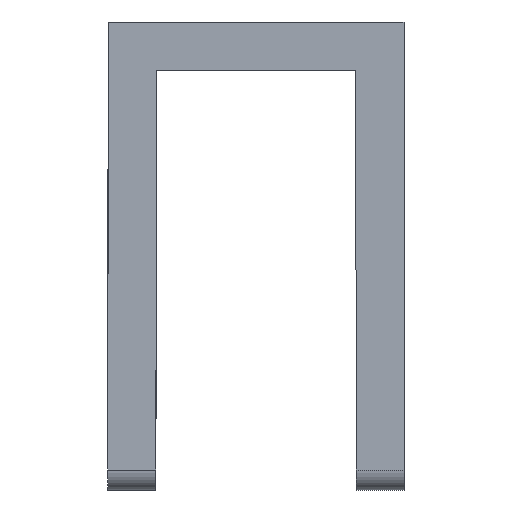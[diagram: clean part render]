
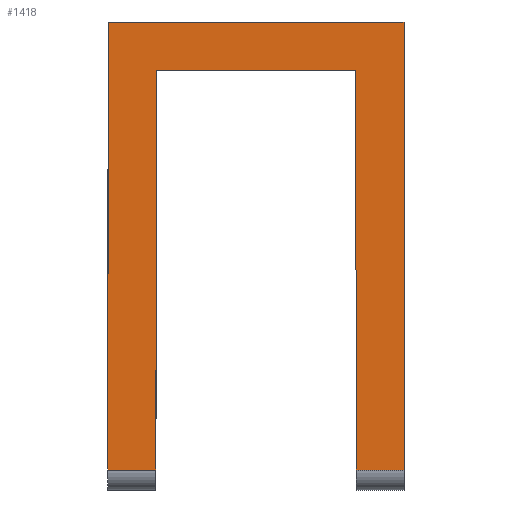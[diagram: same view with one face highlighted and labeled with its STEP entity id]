
A CAD part, front view. The second image highlights one B-rep face of the part: STEP entity #1418.
In plain terms, the highlighted planar face has unit normal (0, -1, 0).
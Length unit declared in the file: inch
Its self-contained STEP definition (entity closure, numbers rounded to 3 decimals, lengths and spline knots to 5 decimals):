
#30 = FACE_OUTER_BOUND ( 'NONE', #1746, .T. ) ;
#47 = ORIENTED_EDGE ( 'NONE', *, *, #2857, .T. ) ;
#63 = CARTESIAN_POINT ( 'NONE',  ( 0., 0., 0. ) ) ;
#91 = VERTEX_POINT ( 'NONE', #1729 ) ;
#92 = LINE ( 'NONE', #2772, #2532 ) ;
#130 = CARTESIAN_POINT ( 'NONE',  ( 0., 0., -0.5 ) ) ;
#156 = CARTESIAN_POINT ( 'NONE',  ( 0.125, 0., -0.5 ) ) ;
#179 = VERTEX_POINT ( 'NONE', #1157 ) ;
#188 = VECTOR ( 'NONE', #2274, 39.37008 ) ;
#211 = VERTEX_POINT ( 'NONE', #753 ) ;
#222 = DIRECTION ( 'NONE',  ( 0., 0., -1. ) ) ;
#223 = VECTOR ( 'NONE', #2488, 39.37008 ) ;
#239 = CARTESIAN_POINT ( 'NONE',  ( -0.125, 0., -0.525 ) ) ;
#322 = ORIENTED_EDGE ( 'NONE', *, *, #1975, .F. ) ;
#493 = VERTEX_POINT ( 'NONE', #2177 ) ;
#497 = VERTEX_POINT ( 'NONE', #1986 ) ;
#502 = VECTOR ( 'NONE', #2164, 39.37008 ) ;
#579 = LINE ( 'NONE', #2207, #502 ) ;
#753 = CARTESIAN_POINT ( 'NONE',  ( 0.185, 0., -0.5 ) ) ;
#755 = DIRECTION ( 'NONE',  ( 1., 0., 0. ) ) ;
#798 = CARTESIAN_POINT ( 'NONE',  ( 0.185, 0., 0.06 ) ) ;
#822 = VERTEX_POINT ( 'NONE', #1143 ) ;
#846 = LINE ( 'NONE', #63, #188 ) ;
#877 = DIRECTION ( 'NONE',  ( 1., 0., 0. ) ) ;
#883 = LINE ( 'NONE', #130, #223 ) ;
#1143 = CARTESIAN_POINT ( 'NONE',  ( -0.185, 0., -0.5 ) ) ;
#1157 = CARTESIAN_POINT ( 'NONE',  ( -0.185, 0., 0.06 ) ) ;
#1386 = ORIENTED_EDGE ( 'NONE', *, *, #2493, .F. ) ;
#1418 = ADVANCED_FACE ( 'NONE', ( #30 ), #2700, .F. ) ;
#1469 = ORIENTED_EDGE ( 'NONE', *, *, #2547, .F. ) ;
#1479 = VECTOR ( 'NONE', #222, 39.37008 ) ;
#1523 = EDGE_CURVE ( 'NONE', #822, #179, #579, .T. ) ;
#1572 = LINE ( 'NONE', #1872, #2093 ) ;
#1665 = ORIENTED_EDGE ( 'NONE', *, *, #1789, .F. ) ;
#1729 = CARTESIAN_POINT ( 'NONE',  ( 0.185, 0., 0.06 ) ) ;
#1746 = EDGE_LOOP ( 'NONE', ( #1890, #47, #1386, #1469, #2600, #2622, #322, #1665 ) ) ;
#1757 = CARTESIAN_POINT ( 'NONE',  ( 0.125, 0., 0. ) ) ;
#1789 = EDGE_CURVE ( 'NONE', #179, #91, #2028, .T. ) ;
#1872 = CARTESIAN_POINT ( 'NONE',  ( 0., 0., -0.5 ) ) ;
#1890 = ORIENTED_EDGE ( 'NONE', *, *, #1523, .F. ) ;
#1975 = EDGE_CURVE ( 'NONE', #91, #211, #92, .T. ) ;
#1986 = CARTESIAN_POINT ( 'NONE',  ( -0.125, 0., -0.5 ) ) ;
#2028 = LINE ( 'NONE', #798, #2949 ) ;
#2093 = VECTOR ( 'NONE', #877, 39.37008 ) ;
#2154 = CARTESIAN_POINT ( 'NONE',  ( 0.125, 0., 0. ) ) ;
#2164 = DIRECTION ( 'NONE',  ( 0., 0., 1. ) ) ;
#2177 = CARTESIAN_POINT ( 'NONE',  ( -0.125, 0., 0. ) ) ;
#2207 = CARTESIAN_POINT ( 'NONE',  ( -0.185, 0., 0.06 ) ) ;
#2242 = EDGE_CURVE ( 'NONE', #2928, #2566, #2947, .T. ) ;
#2274 = DIRECTION ( 'NONE',  ( -1., 0., 0. ) ) ;
#2288 = AXIS2_PLACEMENT_3D ( 'NONE', #2694, #2683, #2670 ) ;
#2305 = DIRECTION ( 'NONE',  ( 0., 0., 1. ) ) ;
#2433 = VECTOR ( 'NONE', #2305, 39.37008 ) ;
#2440 = DIRECTION ( 'NONE',  ( 0., 0., -1. ) ) ;
#2488 = DIRECTION ( 'NONE',  ( 1., 0., 0. ) ) ;
#2493 = EDGE_CURVE ( 'NONE', #493, #497, #2605, .T. ) ;
#2532 = VECTOR ( 'NONE', #2440, 39.37008 ) ;
#2547 = EDGE_CURVE ( 'NONE', #2566, #493, #846, .T. ) ;
#2566 = VERTEX_POINT ( 'NONE', #1757 ) ;
#2600 = ORIENTED_EDGE ( 'NONE', *, *, #2242, .F. ) ;
#2605 = LINE ( 'NONE', #239, #1479 ) ;
#2622 = ORIENTED_EDGE ( 'NONE', *, *, #2875, .T. ) ;
#2670 = DIRECTION ( 'NONE',  ( 0., 0., 1. ) ) ;
#2683 = DIRECTION ( 'NONE',  ( 0., 1., 0. ) ) ;
#2694 = CARTESIAN_POINT ( 'NONE',  ( 0., 0., 0. ) ) ;
#2700 = PLANE ( 'NONE',  #2288 ) ;
#2772 = CARTESIAN_POINT ( 'NONE',  ( 0.185, 0., -0.525 ) ) ;
#2857 = EDGE_CURVE ( 'NONE', #822, #497, #883, .T. ) ;
#2875 = EDGE_CURVE ( 'NONE', #2928, #211, #1572, .T. ) ;
#2928 = VERTEX_POINT ( 'NONE', #156 ) ;
#2947 = LINE ( 'NONE', #2154, #2433 ) ;
#2949 = VECTOR ( 'NONE', #755, 39.37008 ) ;
